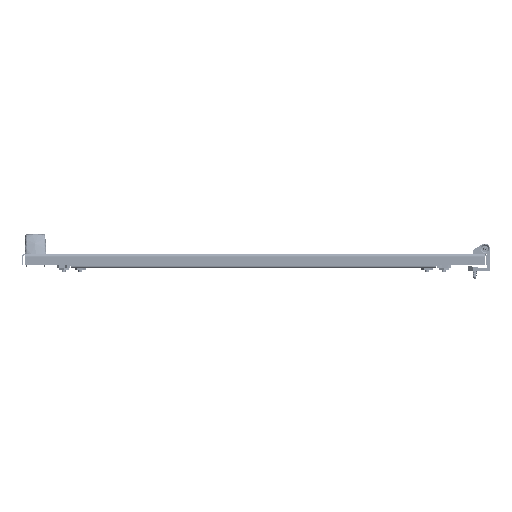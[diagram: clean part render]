
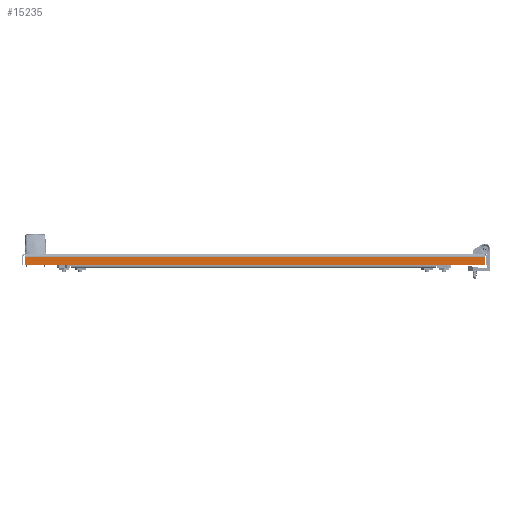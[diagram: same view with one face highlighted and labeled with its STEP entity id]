
A CAD part, front view. The second image highlights one B-rep face of the part: STEP entity #15235.
In plain terms, the highlighted planar face has unit normal (0, -1, 0).
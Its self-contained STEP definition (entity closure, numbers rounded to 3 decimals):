
#624 = ORIENTED_EDGE ( 'NONE', *, *, #15875, .T. ) ;
#688 = VERTEX_POINT ( 'NONE', #70308 ) ;
#2724 = EDGE_LOOP ( 'NONE', ( #624, #19316, #47819, #40955 ) ) ;
#2992 = VECTOR ( 'NONE', #49434, 1000. ) ;
#5978 = CARTESIAN_POINT ( 'NONE',  ( -343., -595., -4. ) ) ;
#6429 = CARTESIAN_POINT ( 'NONE',  ( 0., -595., 0. ) ) ;
#9644 = CARTESIAN_POINT ( 'NONE',  ( 343., -595., 0. ) ) ;
#15235 = ADVANCED_FACE ( 'NONE', ( #52710 ), #19807, .F. ) ;
#15875 = EDGE_CURVE ( 'NONE', #688, #65503, #36457, .T. ) ;
#16948 = DIRECTION ( 'NONE',  ( 1., 0., 0. ) ) ;
#19316 = ORIENTED_EDGE ( 'NONE', *, *, #24005, .F. ) ;
#19342 = CARTESIAN_POINT ( 'NONE',  ( 343., -595., -4. ) ) ;
#19807 = PLANE ( 'NONE',  #35518 ) ;
#21617 = CARTESIAN_POINT ( 'NONE',  ( -343., -595., 0. ) ) ;
#24005 = EDGE_CURVE ( 'NONE', #72306, #65503, #83639, .T. ) ;
#26217 = VECTOR ( 'NONE', #58476, 1000. ) ;
#29966 = CARTESIAN_POINT ( 'NONE',  ( 0., -595., -4. ) ) ;
#35518 = AXIS2_PLACEMENT_3D ( 'NONE', #6429, #85232, #58788 ) ;
#36457 = LINE ( 'NONE', #9644, #2992 ) ;
#40955 = ORIENTED_EDGE ( 'NONE', *, *, #44953, .F. ) ;
#41547 = LINE ( 'NONE', #21617, #59781 ) ;
#44953 = EDGE_CURVE ( 'NONE', #688, #80342, #51134, .T. ) ;
#47819 = ORIENTED_EDGE ( 'NONE', *, *, #76447, .F. ) ;
#49434 = DIRECTION ( 'NONE',  ( 0., 0., 1. ) ) ;
#51134 = LINE ( 'NONE', #59343, #26217 ) ;
#52710 = FACE_OUTER_BOUND ( 'NONE', #2724, .T. ) ;
#55979 = CARTESIAN_POINT ( 'NONE',  ( -343., -595., -15.8 ) ) ;
#58476 = DIRECTION ( 'NONE',  ( -1., 0., 0. ) ) ;
#58788 = DIRECTION ( 'NONE',  ( 0., 0., 1. ) ) ;
#59343 = CARTESIAN_POINT ( 'NONE',  ( 345., -595., -15.8 ) ) ;
#59781 = VECTOR ( 'NONE', #74877, 1000. ) ;
#65503 = VERTEX_POINT ( 'NONE', #19342 ) ;
#70308 = CARTESIAN_POINT ( 'NONE',  ( 343., -595., -15.8 ) ) ;
#72306 = VERTEX_POINT ( 'NONE', #5978 ) ;
#74482 = VECTOR ( 'NONE', #16948, 1000. ) ;
#74877 = DIRECTION ( 'NONE',  ( 0., 0., 1. ) ) ;
#76447 = EDGE_CURVE ( 'NONE', #80342, #72306, #41547, .T. ) ;
#80342 = VERTEX_POINT ( 'NONE', #55979 ) ;
#83639 = LINE ( 'NONE', #29966, #74482 ) ;
#85232 = DIRECTION ( 'NONE',  ( 0., 1., 0. ) ) ;
